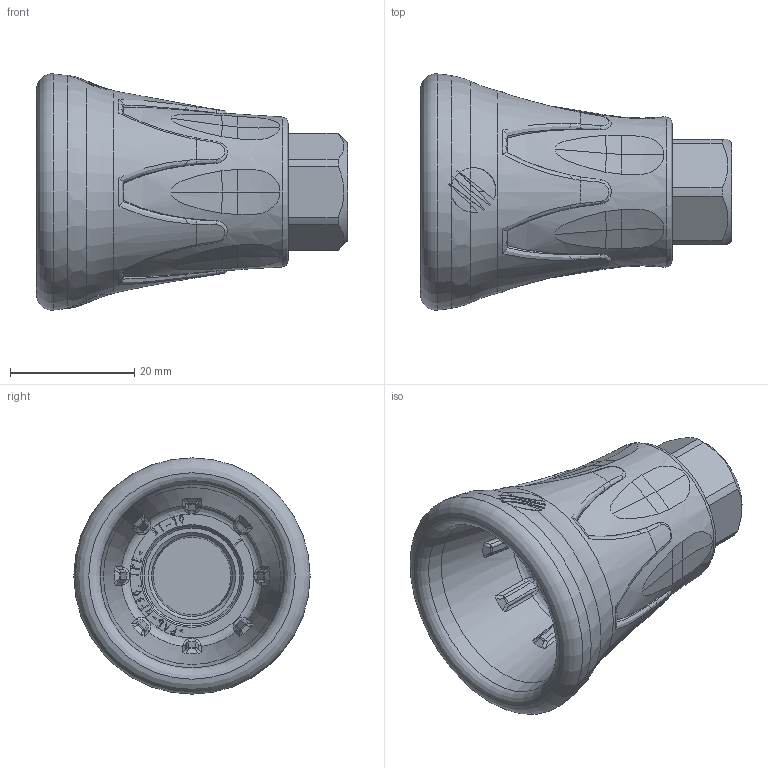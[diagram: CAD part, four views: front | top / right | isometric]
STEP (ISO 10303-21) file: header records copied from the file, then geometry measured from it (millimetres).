
FILE_DESCRIPTION(/* description */ ('Unknown'),/* implementation_level */ '2;1');
FILE_NAME(/* name */ '200010510_Düsenschutz_ST-10_01-06_2023',/* time_stamp */ '2023-06-01T08:32:14+02:00',/* author */ ('Unknown'),/* organization */ ('Unknown'),/* preprocessor_version */ 'ST-DEVELOPER v18.102',/* originating_system */ 'Solid Edge',/* authorisation */ 'Unknown');
FILE_SCHEMA (('AUTOMOTIVE_DESIGN {1 0 10303 214 3 1 1}'));
Length unit declared in the file: millimetre
Products named in the file (1): Part1
Bounding box: 50 x 37.98 x 37.98 mm (x, y, z)
Volume: 19068.7 mm3; surface area: 7704.4 mm2
Topology: 1 solids, 1 shells, 533 faces, 1487 edges, 943 vertices
Faces by surface type: bspline 215, plane 184, torus 58, cylinder 51, sphere 16, cone 9
Full cylindrical faces by diameter (mm): 11.82 x1, 14 x1, 16 x1
Entity records: 31927 total; most frequent: CARTESIAN_POINT 17021, ORIENTED_EDGE 2822, DIRECTION 1502, EDGE_CURVE 1411, VERTEX_POINT 924, B_SPLINE_CURVE_WITH_KNOTS 671, EDGE_LOOP 573, FACE_BOUND 573
